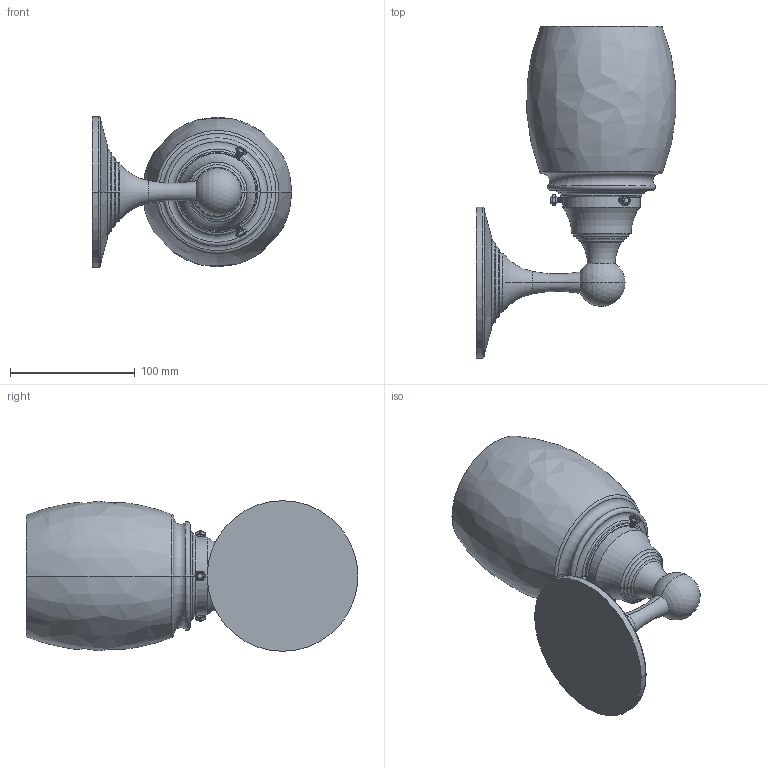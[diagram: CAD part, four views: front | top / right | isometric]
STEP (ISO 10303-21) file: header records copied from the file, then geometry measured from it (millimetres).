
FILE_DESCRIPTION((''),'2;1');
FILE_NAME('0181','2021-06-15T13:48:46',('jinson.thomas'),(''),'CREO PARAMETRIC BY PTC INC, 2018400','CREO PARAMETRIC BY PTC INC, 2018400','');
FILE_SCHEMA(('CONFIG_CONTROL_DESIGN'));
Length unit declared in the file: inch
Products named in the file (1): 0181
Bounding box: 159.67 x 265.73 x 120.65 mm (x, y, z)
Volume: 414520.2 mm3; surface area: 146282.6 mm2
Topology: 1 solids, 1 shells, 205 faces, 473 edges, 285 vertices
Faces by surface type: torus 76, cylinder 54, plane 40, bspline 33, sphere 2
Entity records: 10672 total; most frequent: CARTESIAN_POINT 6240, ORIENTED_EDGE 942, DIRECTION 882, EDGE_CURVE 471, AXIS2_PLACEMENT_3D 397, VERTEX_POINT 285, CIRCLE 225, EDGE_LOOP 222
